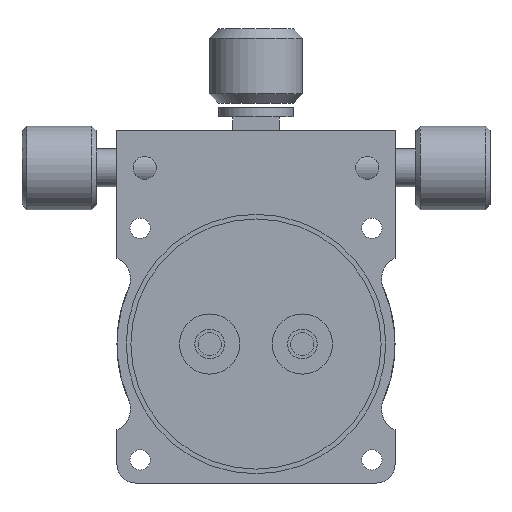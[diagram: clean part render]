
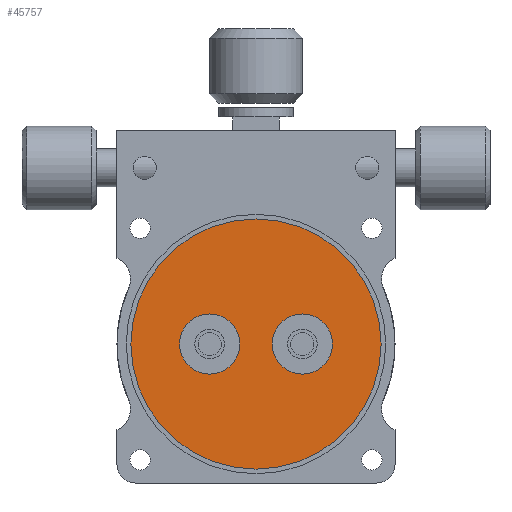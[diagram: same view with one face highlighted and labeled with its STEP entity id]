
A CAD part, front view. The second image highlights one B-rep face of the part: STEP entity #45757.
In plain terms, the highlighted planar face has unit normal (0, -1, 0).
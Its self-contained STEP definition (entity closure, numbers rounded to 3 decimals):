
#4354 = DIRECTION ( 'NONE',  ( 0., 0., -1. ) ) ;
#5058 = DIRECTION ( 'NONE',  ( 0., -1., 0. ) ) ;
#5214 = VERTEX_POINT ( 'NONE', #24081 ) ;
#6967 = AXIS2_PLACEMENT_3D ( 'NONE', #24479, #33143, #43324 ) ;
#7032 = PLANE ( 'NONE',  #55207 ) ;
#9552 = VERTEX_POINT ( 'NONE', #28405 ) ;
#9920 = CIRCLE ( 'NONE', #6967, 13.5 ) ;
#13574 = EDGE_LOOP ( 'NONE', ( #17190 ) ) ;
#13881 = ORIENTED_EDGE ( 'NONE', *, *, #27572, .T. ) ;
#17190 = ORIENTED_EDGE ( 'NONE', *, *, #28720, .F. ) ;
#18567 = EDGE_LOOP ( 'NONE', ( #13881 ) ) ;
#22274 = EDGE_CURVE ( 'NONE', #9552, #9552, #33373, .T. ) ;
#23509 = AXIS2_PLACEMENT_3D ( 'NONE', #38132, #5058, #28240 ) ;
#24081 = CARTESIAN_POINT ( 'NONE',  ( -6.239, -10.611, 37.75 ) ) ;
#24479 = CARTESIAN_POINT ( 'NONE',  ( -1.239, -10.611, 41. ) ) ;
#24977 = DIRECTION ( 'NONE',  ( 0., 0., -1. ) ) ;
#25382 = EDGE_LOOP ( 'NONE', ( #41067 ) ) ;
#25898 = CARTESIAN_POINT ( 'NONE',  ( -1.239, -10.611, 41. ) ) ;
#27539 = CARTESIAN_POINT ( 'NONE',  ( -6.239, -10.611, 41. ) ) ;
#27572 = EDGE_CURVE ( 'NONE', #56229, #56229, #9920, .T. ) ;
#28240 = DIRECTION ( 'NONE',  ( 0., 0., -1. ) ) ;
#28405 = CARTESIAN_POINT ( 'NONE',  ( 3.761, -10.611, 37.75 ) ) ;
#28720 = EDGE_CURVE ( 'NONE', #5214, #5214, #41654, .T. ) ;
#30525 = FACE_BOUND ( 'NONE', #13574, .T. ) ;
#33143 = DIRECTION ( 'NONE',  ( 0., -1., 0. ) ) ;
#33373 = CIRCLE ( 'NONE', #23509, 3.25 ) ;
#35913 = DIRECTION ( 'NONE',  ( 0., -1., 0. ) ) ;
#38132 = CARTESIAN_POINT ( 'NONE',  ( 3.761, -10.611, 41. ) ) ;
#41067 = ORIENTED_EDGE ( 'NONE', *, *, #22274, .F. ) ;
#41654 = CIRCLE ( 'NONE', #50514, 3.25 ) ;
#42634 = CARTESIAN_POINT ( 'NONE',  ( -1.239, -10.611, 27.5 ) ) ;
#43324 = DIRECTION ( 'NONE',  ( 0., 0., -1. ) ) ;
#43821 = FACE_OUTER_BOUND ( 'NONE', #18567, .T. ) ;
#44738 = DIRECTION ( 'NONE',  ( 0., -1., 0. ) ) ;
#45757 = ADVANCED_FACE ( 'NONE', ( #30525, #49377, #43821 ), #7032, .T. ) ;
#49377 = FACE_BOUND ( 'NONE', #25382, .T. ) ;
#50514 = AXIS2_PLACEMENT_3D ( 'NONE', #27539, #35913, #4354 ) ;
#55207 = AXIS2_PLACEMENT_3D ( 'NONE', #25898, #44738, #24977 ) ;
#56229 = VERTEX_POINT ( 'NONE', #42634 ) ;
